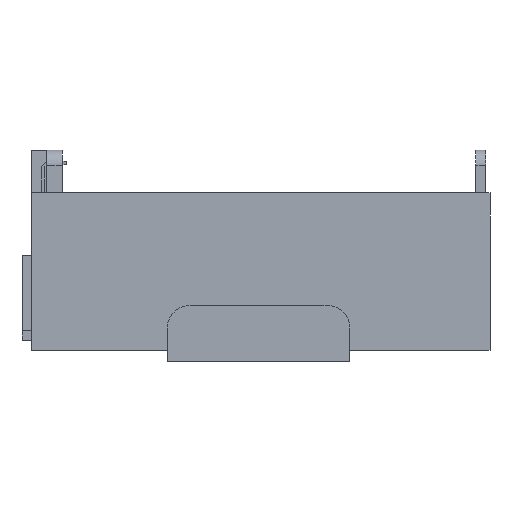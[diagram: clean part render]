
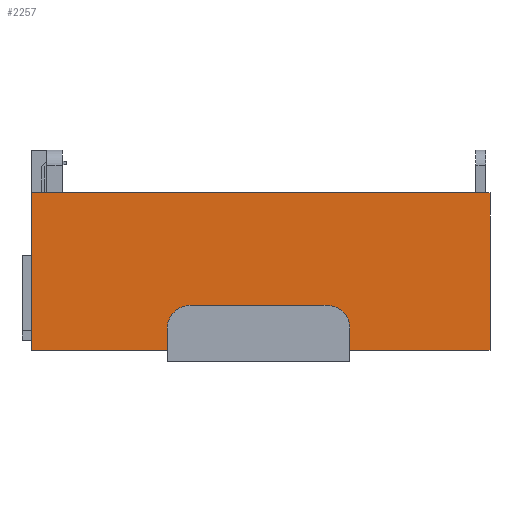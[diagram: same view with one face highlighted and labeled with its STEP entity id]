
A CAD part, front view. The second image highlights one B-rep face of the part: STEP entity #2257.
In plain terms, the highlighted planar face has unit normal (0, -1, 0).
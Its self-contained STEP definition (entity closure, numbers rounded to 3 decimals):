
#58=CIRCLE('',#2397,3.);
#60=CIRCLE('',#2401,3.);
#133=FACE_OUTER_BOUND('',#250,.T.);
#250=EDGE_LOOP('',(#1725,#1726,#1727,#1728,#1729,#1730,#1731,#1732,#1733,
#1734));
#472=LINE('',#3379,#775);
#476=LINE('',#3391,#779);
#480=LINE('',#3401,#783);
#481=LINE('',#3405,#784);
#482=LINE('',#3407,#785);
#483=LINE('',#3409,#786);
#484=LINE('',#3411,#787);
#485=LINE('',#3412,#788);
#775=VECTOR('',#2749,10.);
#779=VECTOR('',#2761,10.);
#783=VECTOR('',#2773,10.);
#784=VECTOR('',#2778,10.);
#785=VECTOR('',#2779,10.);
#786=VECTOR('',#2780,10.);
#787=VECTOR('',#2781,10.);
#788=VECTOR('',#2782,10.);
#1023=VERTEX_POINT('',#3361);
#1024=VERTEX_POINT('',#3362);
#1030=VERTEX_POINT('',#3378);
#1032=VERTEX_POINT('',#3384);
#1034=VERTEX_POINT('',#3390);
#1036=VERTEX_POINT('',#3396);
#1037=VERTEX_POINT('',#3404);
#1038=VERTEX_POINT('',#3406);
#1039=VERTEX_POINT('',#3408);
#1040=VERTEX_POINT('',#3410);
#1290=EDGE_CURVE('',#1030,#1024,#472,.T.);
#1293=EDGE_CURVE('',#1032,#1030,#58,.T.);
#1296=EDGE_CURVE('',#1034,#1032,#476,.T.);
#1299=EDGE_CURVE('',#1036,#1034,#60,.T.);
#1302=EDGE_CURVE('',#1023,#1036,#480,.T.);
#1303=EDGE_CURVE('',#1024,#1037,#481,.T.);
#1304=EDGE_CURVE('',#1037,#1038,#482,.T.);
#1305=EDGE_CURVE('',#1039,#1038,#483,.T.);
#1306=EDGE_CURVE('',#1040,#1039,#484,.T.);
#1307=EDGE_CURVE('',#1040,#1023,#485,.T.);
#1725=ORIENTED_EDGE('',*,*,#1302,.T.);
#1726=ORIENTED_EDGE('',*,*,#1299,.T.);
#1727=ORIENTED_EDGE('',*,*,#1296,.T.);
#1728=ORIENTED_EDGE('',*,*,#1293,.T.);
#1729=ORIENTED_EDGE('',*,*,#1290,.T.);
#1730=ORIENTED_EDGE('',*,*,#1303,.T.);
#1731=ORIENTED_EDGE('',*,*,#1304,.T.);
#1732=ORIENTED_EDGE('',*,*,#1305,.F.);
#1733=ORIENTED_EDGE('',*,*,#1306,.F.);
#1734=ORIENTED_EDGE('',*,*,#1307,.T.);
#2148=PLANE('',#2404);
#2257=ADVANCED_FACE('',(#133),#2148,.T.);
#2397=AXIS2_PLACEMENT_3D('',#3385,#2755,#2756);
#2401=AXIS2_PLACEMENT_3D('',#3397,#2767,#2768);
#2404=AXIS2_PLACEMENT_3D('',#3403,#2776,#2777);
#2749=DIRECTION('',(0.,0.,-1.));
#2755=DIRECTION('center_axis',(0.,1.,0.));
#2756=DIRECTION('ref_axis',(0.,0.,1.));
#2761=DIRECTION('',(1.,0.,0.));
#2767=DIRECTION('center_axis',(0.,1.,0.));
#2768=DIRECTION('ref_axis',(-1.,0.,0.));
#2773=DIRECTION('',(0.,0.,1.));
#2776=DIRECTION('center_axis',(0.,-1.,0.));
#2777=DIRECTION('ref_axis',(1.,0.,0.));
#2778=DIRECTION('',(1.,0.,0.));
#2779=DIRECTION('',(0.,0.,1.));
#2780=DIRECTION('',(1.,0.,0.));
#2781=DIRECTION('',(0.,0.,1.));
#2782=DIRECTION('',(1.,0.,0.));
#3361=CARTESIAN_POINT('',(17.75,0.,0.));
#3362=CARTESIAN_POINT('',(41.65,0.,0.));
#3378=CARTESIAN_POINT('',(41.65,0.,2.9));
#3379=CARTESIAN_POINT('',(41.65,0.,1.45));
#3384=CARTESIAN_POINT('',(38.65,0.,5.9));
#3385=CARTESIAN_POINT('Origin',(38.65,0.,2.9));
#3390=CARTESIAN_POINT('',(20.75,0.,5.9));
#3391=CARTESIAN_POINT('',(10.375,0.,5.9));
#3396=CARTESIAN_POINT('',(17.75,0.,2.9));
#3397=CARTESIAN_POINT('Origin',(20.75,0.,2.9));
#3401=CARTESIAN_POINT('',(17.75,0.,-0.75));
#3403=CARTESIAN_POINT('Origin',(0.,0.,0.));
#3404=CARTESIAN_POINT('',(59.97,0.,0.));
#3405=CARTESIAN_POINT('',(0.,0.,0.));
#3406=CARTESIAN_POINT('',(59.97,0.,20.6));
#3407=CARTESIAN_POINT('',(59.97,0.,0.));
#3408=CARTESIAN_POINT('',(0.,0.,20.6));
#3409=CARTESIAN_POINT('',(0.,0.,20.6));
#3410=CARTESIAN_POINT('',(0.,0.,0.));
#3411=CARTESIAN_POINT('',(0.,0.,0.));
#3412=CARTESIAN_POINT('',(0.,0.,0.));
